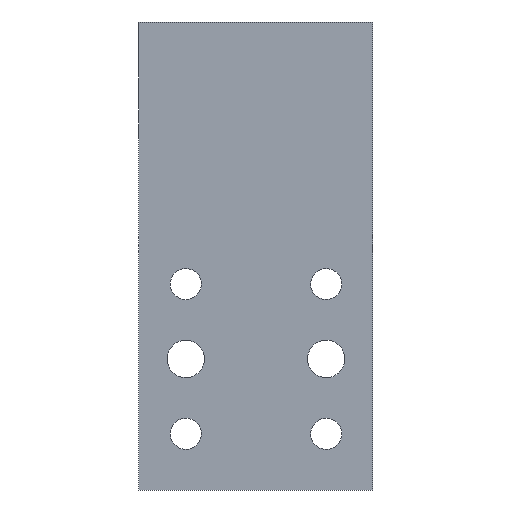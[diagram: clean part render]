
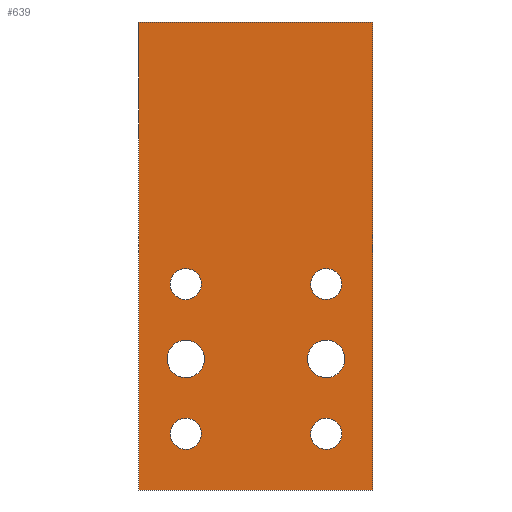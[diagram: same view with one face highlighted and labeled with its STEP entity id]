
A CAD part, front view. The second image highlights one B-rep face of the part: STEP entity #639.
In plain terms, the highlighted planar face has unit normal (0, -1, 0).
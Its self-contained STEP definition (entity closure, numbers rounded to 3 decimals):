
#168=CARTESIAN_POINT('Vertex',(-17.917,-40.,-54.407)) ;
#182=CARTESIAN_POINT('Vertex',(-12.083,-40.,-57.593)) ;
#185=CARTESIAN_POINT('Axis2P3D Location',(-15.,-40.,-56.)) ;
#202=CARTESIAN_POINT('Axis2P3D Location',(-15.,-40.,-56.)) ;
#225=CARTESIAN_POINT('Vertex',(12.083,-40.,-54.407)) ;
#239=CARTESIAN_POINT('Vertex',(17.917,-40.,-57.593)) ;
#242=CARTESIAN_POINT('Axis2P3D Location',(15.,-40.,-56.)) ;
#259=CARTESIAN_POINT('Axis2P3D Location',(15.,-40.,-56.)) ;
#282=CARTESIAN_POINT('Vertex',(-17.917,-40.,-86.407)) ;
#296=CARTESIAN_POINT('Vertex',(-12.083,-40.,-89.593)) ;
#299=CARTESIAN_POINT('Axis2P3D Location',(-15.,-40.,-88.)) ;
#316=CARTESIAN_POINT('Axis2P3D Location',(-15.,-40.,-88.)) ;
#339=CARTESIAN_POINT('Vertex',(11.49,-40.,-70.082)) ;
#353=CARTESIAN_POINT('Vertex',(18.51,-40.,-73.918)) ;
#356=CARTESIAN_POINT('Axis2P3D Location',(15.,-40.,-72.)) ;
#373=CARTESIAN_POINT('Axis2P3D Location',(15.,-40.,-72.)) ;
#396=CARTESIAN_POINT('Vertex',(-18.51,-40.,-70.082)) ;
#410=CARTESIAN_POINT('Vertex',(-11.49,-40.,-73.918)) ;
#413=CARTESIAN_POINT('Axis2P3D Location',(-15.,-40.,-72.)) ;
#430=CARTESIAN_POINT('Axis2P3D Location',(-15.,-40.,-72.)) ;
#453=CARTESIAN_POINT('Vertex',(12.083,-40.,-86.407)) ;
#467=CARTESIAN_POINT('Vertex',(17.917,-40.,-89.593)) ;
#470=CARTESIAN_POINT('Axis2P3D Location',(15.,-40.,-88.)) ;
#487=CARTESIAN_POINT('Axis2P3D Location',(15.,-40.,-88.)) ;
#563=CARTESIAN_POINT('Vertex',(-25.,-40.,-100.)) ;
#570=CARTESIAN_POINT('Vertex',(25.,-40.,-100.)) ;
#573=CARTESIAN_POINT('Line Origine',(0.,-40.,-100.)) ;
#585=CARTESIAN_POINT('Axis2P3D Location',(25.,-40.,-100.)) ;
#590=CARTESIAN_POINT('Line Origine',(-25.,-40.,-50.)) ;
#594=CARTESIAN_POINT('Vertex',(-25.,-40.,0.)) ;
#597=CARTESIAN_POINT('Line Origine',(25.,-40.,-50.)) ;
#601=CARTESIAN_POINT('Vertex',(25.,-40.,0.)) ;
#604=CARTESIAN_POINT('Line Origine',(0.,-40.,0.)) ;
#186=DIRECTION('Axis2P3D Direction',(-0.,1.,0.)) ;
#203=DIRECTION('Axis2P3D Direction',(-0.,1.,0.)) ;
#243=DIRECTION('Axis2P3D Direction',(-0.,1.,0.)) ;
#260=DIRECTION('Axis2P3D Direction',(-0.,1.,0.)) ;
#300=DIRECTION('Axis2P3D Direction',(-0.,1.,0.)) ;
#317=DIRECTION('Axis2P3D Direction',(-0.,1.,0.)) ;
#357=DIRECTION('Axis2P3D Direction',(-0.,1.,0.)) ;
#374=DIRECTION('Axis2P3D Direction',(-0.,1.,0.)) ;
#414=DIRECTION('Axis2P3D Direction',(-0.,1.,0.)) ;
#431=DIRECTION('Axis2P3D Direction',(-0.,1.,0.)) ;
#471=DIRECTION('Axis2P3D Direction',(-0.,1.,0.)) ;
#488=DIRECTION('Axis2P3D Direction',(-0.,1.,0.)) ;
#574=DIRECTION('Vector Direction',(-1.,0.,0.)) ;
#586=DIRECTION('Axis2P3D Direction',(0.,-1.,0.)) ;
#587=DIRECTION('Axis2P3D XDirection',(0.,0.,1.)) ;
#591=DIRECTION('Vector Direction',(0.,0.,1.)) ;
#598=DIRECTION('Vector Direction',(0.,0.,1.)) ;
#605=DIRECTION('Vector Direction',(-1.,0.,0.)) ;
#187=AXIS2_PLACEMENT_3D('Circle Axis2P3D',#185,#186,$) ;
#204=AXIS2_PLACEMENT_3D('Circle Axis2P3D',#202,#203,$) ;
#244=AXIS2_PLACEMENT_3D('Circle Axis2P3D',#242,#243,$) ;
#261=AXIS2_PLACEMENT_3D('Circle Axis2P3D',#259,#260,$) ;
#301=AXIS2_PLACEMENT_3D('Circle Axis2P3D',#299,#300,$) ;
#318=AXIS2_PLACEMENT_3D('Circle Axis2P3D',#316,#317,$) ;
#358=AXIS2_PLACEMENT_3D('Circle Axis2P3D',#356,#357,$) ;
#375=AXIS2_PLACEMENT_3D('Circle Axis2P3D',#373,#374,$) ;
#415=AXIS2_PLACEMENT_3D('Circle Axis2P3D',#413,#414,$) ;
#432=AXIS2_PLACEMENT_3D('Circle Axis2P3D',#430,#431,$) ;
#472=AXIS2_PLACEMENT_3D('Circle Axis2P3D',#470,#471,$) ;
#489=AXIS2_PLACEMENT_3D('Circle Axis2P3D',#487,#488,$) ;
#588=AXIS2_PLACEMENT_3D('Plane Axis2P3D',#585,#586,#587) ;
#610=ORIENTED_EDGE('',*,*,#596,.T.) ;
#611=ORIENTED_EDGE('',*,*,#577,.F.) ;
#612=ORIENTED_EDGE('',*,*,#603,.F.) ;
#613=ORIENTED_EDGE('',*,*,#608,.T.) ;
#616=ORIENTED_EDGE('',*,*,#491,.F.) ;
#617=ORIENTED_EDGE('',*,*,#474,.F.) ;
#620=ORIENTED_EDGE('',*,*,#434,.F.) ;
#621=ORIENTED_EDGE('',*,*,#417,.F.) ;
#624=ORIENTED_EDGE('',*,*,#377,.F.) ;
#625=ORIENTED_EDGE('',*,*,#360,.F.) ;
#628=ORIENTED_EDGE('',*,*,#320,.F.) ;
#629=ORIENTED_EDGE('',*,*,#303,.F.) ;
#632=ORIENTED_EDGE('',*,*,#263,.F.) ;
#633=ORIENTED_EDGE('',*,*,#246,.F.) ;
#636=ORIENTED_EDGE('',*,*,#206,.F.) ;
#637=ORIENTED_EDGE('',*,*,#189,.F.) ;
#618=FACE_BOUND('',#615,.T.) ;
#622=FACE_BOUND('',#619,.T.) ;
#626=FACE_BOUND('',#623,.T.) ;
#630=FACE_BOUND('',#627,.T.) ;
#634=FACE_BOUND('',#631,.T.) ;
#638=FACE_BOUND('',#635,.T.) ;
#575=VECTOR('Line Direction',#574,1.) ;
#592=VECTOR('Line Direction',#591,1.) ;
#599=VECTOR('Line Direction',#598,1.) ;
#606=VECTOR('Line Direction',#605,1.) ;
#639=ADVANCED_FACE('\X2\96F64EF651E04F554F53\X0\',(#614,#618,#622,#626,#630,#634,#638),#589,.T.) ;
#188=CIRCLE('generated circle',#187,3.324) ;
#205=CIRCLE('generated circle',#204,3.324) ;
#245=CIRCLE('generated circle',#244,3.324) ;
#262=CIRCLE('generated circle',#261,3.324) ;
#302=CIRCLE('generated circle',#301,3.324) ;
#319=CIRCLE('generated circle',#318,3.324) ;
#359=CIRCLE('generated circle',#358,4.) ;
#376=CIRCLE('generated circle',#375,4.) ;
#416=CIRCLE('generated circle',#415,4.) ;
#433=CIRCLE('generated circle',#432,4.) ;
#473=CIRCLE('generated circle',#472,3.324) ;
#490=CIRCLE('generated circle',#489,3.324) ;
#189=EDGE_CURVE('',#183,#169,#188,.F.) ;
#206=EDGE_CURVE('',#169,#183,#205,.F.) ;
#246=EDGE_CURVE('',#240,#226,#245,.F.) ;
#263=EDGE_CURVE('',#226,#240,#262,.F.) ;
#303=EDGE_CURVE('',#297,#283,#302,.F.) ;
#320=EDGE_CURVE('',#283,#297,#319,.F.) ;
#360=EDGE_CURVE('',#354,#340,#359,.F.) ;
#377=EDGE_CURVE('',#340,#354,#376,.F.) ;
#417=EDGE_CURVE('',#411,#397,#416,.F.) ;
#434=EDGE_CURVE('',#397,#411,#433,.F.) ;
#474=EDGE_CURVE('',#468,#454,#473,.F.) ;
#491=EDGE_CURVE('',#454,#468,#490,.F.) ;
#577=EDGE_CURVE('',#571,#564,#576,.T.) ;
#596=EDGE_CURVE('',#595,#564,#593,.F.) ;
#603=EDGE_CURVE('',#602,#571,#600,.F.) ;
#608=EDGE_CURVE('',#602,#595,#607,.T.) ;
#609=EDGE_LOOP('',(#610,#611,#612,#613)) ;
#615=EDGE_LOOP('',(#616,#617)) ;
#619=EDGE_LOOP('',(#620,#621)) ;
#623=EDGE_LOOP('',(#624,#625)) ;
#627=EDGE_LOOP('',(#628,#629)) ;
#631=EDGE_LOOP('',(#632,#633)) ;
#635=EDGE_LOOP('',(#636,#637)) ;
#614=FACE_OUTER_BOUND('',#609,.T.) ;
#576=LINE('Line',#573,#575) ;
#593=LINE('Line',#590,#592) ;
#600=LINE('Line',#597,#599) ;
#607=LINE('Line',#604,#606) ;
#589=PLANE('',#588) ;
#169=VERTEX_POINT('',#168) ;
#183=VERTEX_POINT('',#182) ;
#226=VERTEX_POINT('',#225) ;
#240=VERTEX_POINT('',#239) ;
#283=VERTEX_POINT('',#282) ;
#297=VERTEX_POINT('',#296) ;
#340=VERTEX_POINT('',#339) ;
#354=VERTEX_POINT('',#353) ;
#397=VERTEX_POINT('',#396) ;
#411=VERTEX_POINT('',#410) ;
#454=VERTEX_POINT('',#453) ;
#468=VERTEX_POINT('',#467) ;
#564=VERTEX_POINT('',#563) ;
#571=VERTEX_POINT('',#570) ;
#595=VERTEX_POINT('',#594) ;
#602=VERTEX_POINT('',#601) ;
